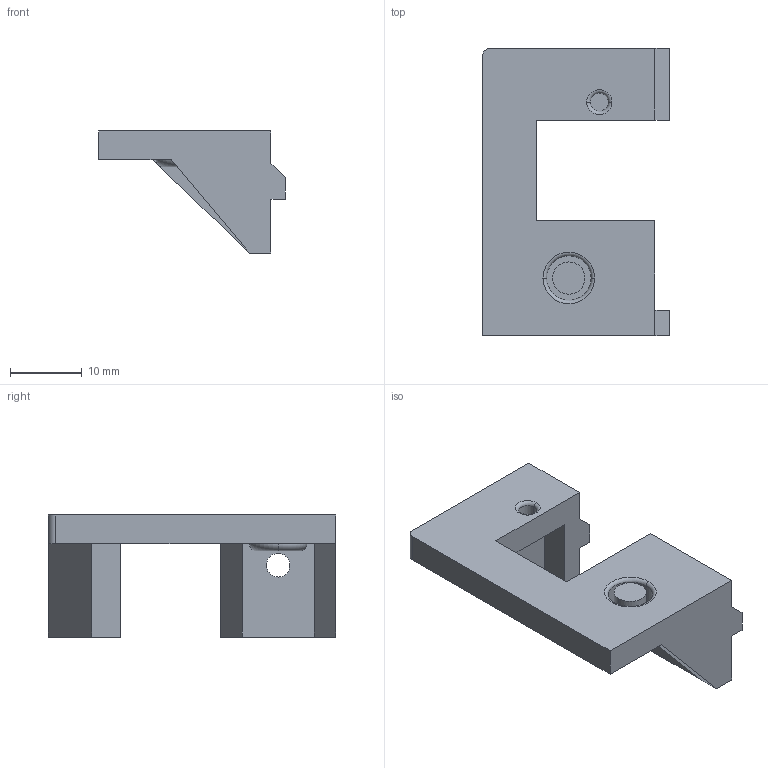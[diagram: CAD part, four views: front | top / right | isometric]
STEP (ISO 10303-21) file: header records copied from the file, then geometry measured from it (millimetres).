
FILE_DESCRIPTION (( 'STEP AP203' ), '1' );
FILE_NAME ('Z Belt Cover B Bottom.STEP', '2025-07-20T15:18:04', ( '' ), ( '' ), 'SwSTEP 2.0', 'SolidWorks 2025', '' );
FILE_SCHEMA (( 'CONFIG_CONTROL_DESIGN' ));
Length unit declared in the file: millimetre
Products named in the file (1): Z Belt Cover B Bottom
Bounding box: 26 x 40 x 17 mm (x, y, z)
Volume: 4997.8 mm3; surface area: 3579.3 mm2
Topology: 2 solids, 2 shells, 48 faces, 115 edges, 74 vertices
Faces by surface type: plane 33, cylinder 9, torus 6
Entity records: 1466 total; most frequent: DIRECTION 245, CARTESIAN_POINT 238, ORIENTED_EDGE 230, EDGE_CURVE 115, VECTOR 83, LINE 83, AXIS2_PLACEMENT_3D 81, VERTEX_POINT 74
